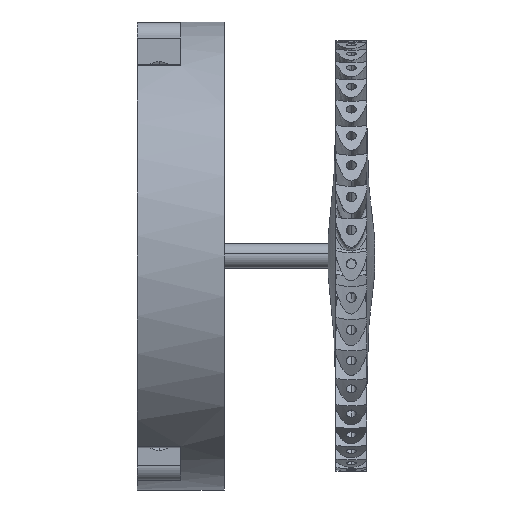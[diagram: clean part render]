
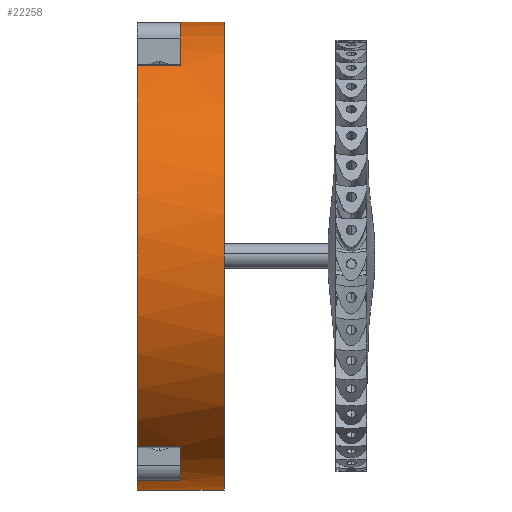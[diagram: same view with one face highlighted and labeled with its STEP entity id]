
A CAD part, left-side view. The second image highlights one B-rep face of the part: STEP entity #22258.
In plain terms, the highlighted cylindrical face has radius 95.885 mm (diameter 191.77 mm), a partial arc.
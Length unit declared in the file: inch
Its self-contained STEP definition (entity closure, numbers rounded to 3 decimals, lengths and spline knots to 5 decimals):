
#189 = CARTESIAN_POINT ( 'NONE',  ( -1.07092, 0., -3.61991 ) ) ;
#720 = AXIS2_PLACEMENT_3D ( 'NONE', #1104, #5796, #18139 ) ;
#896 = ORIENTED_EDGE ( 'NONE', *, *, #19222, .F. ) ;
#972 = CARTESIAN_POINT ( 'NONE',  ( 0., -0.25, -3.775 ) ) ;
#1104 = CARTESIAN_POINT ( 'NONE',  ( 0., 0.7, 0. ) ) ;
#1162 = CARTESIAN_POINT ( 'NONE',  ( 0., 0.7, 0. ) ) ;
#1792 = FACE_OUTER_BOUND ( 'NONE', #2584, .T. ) ;
#2573 = CARTESIAN_POINT ( 'NONE',  ( -2.19777, 0.7, -3.06927 ) ) ;
#2584 = EDGE_LOOP ( 'NONE', ( #28848, #4426, #23667, #30268, #27249, #12468, #24811, #25730, #21686, #14942, #14158, #896 ) ) ;
#2973 = EDGE_CURVE ( 'NONE', #6428, #17716, #21037, .T. ) ;
#3072 = CARTESIAN_POINT ( 'NONE',  ( 0., -0.7, 3.775 ) ) ;
#3119 = CARTESIAN_POINT ( 'NONE',  ( 0., -0.7, -3.775 ) ) ;
#3151 = DIRECTION ( 'NONE',  ( 0., 0., 1. ) ) ;
#3411 = VERTEX_POINT ( 'NONE', #13969 ) ;
#3421 = EDGE_CURVE ( 'NONE', #28387, #30258, #25531, .T. ) ;
#3930 = CARTESIAN_POINT ( 'NONE',  ( 0., 0., 0. ) ) ;
#4027 = EDGE_CURVE ( 'NONE', #25562, #22445, #15717, .T. ) ;
#4243 = LINE ( 'NONE', #16594, #12823 ) ;
#4426 = ORIENTED_EDGE ( 'NONE', *, *, #4027, .T. ) ;
#4566 = VERTEX_POINT ( 'NONE', #29161 ) ;
#5139 = VERTEX_POINT ( 'NONE', #16077 ) ;
#5179 = AXIS2_PLACEMENT_3D ( 'NONE', #30284, #25406, #3151 ) ;
#5796 = DIRECTION ( 'NONE',  ( 0., 1., 0. ) ) ;
#6428 = VERTEX_POINT ( 'NONE', #2573 ) ;
#6502 = CARTESIAN_POINT ( 'NONE',  ( 0., -0.25, 0. ) ) ;
#7753 = EDGE_CURVE ( 'NONE', #25562, #28143, #23227, .T. ) ;
#8410 = AXIS2_PLACEMENT_3D ( 'NONE', #3930, #23912, #16112 ) ;
#8495 = VECTOR ( 'NONE', #19857, 39.37008 ) ;
#9160 = CARTESIAN_POINT ( 'NONE',  ( -2.19777, -0.25, -3.06927 ) ) ;
#9322 = DIRECTION ( 'NONE',  ( 0., -1., 0. ) ) ;
#10027 = EDGE_CURVE ( 'NONE', #28387, #5139, #4243, .T. ) ;
#10172 = EDGE_CURVE ( 'NONE', #28213, #17716, #13353, .T. ) ;
#10838 = CARTESIAN_POINT ( 'NONE',  ( -0.26773, 0.7, 3.76549 ) ) ;
#11308 = CARTESIAN_POINT ( 'NONE',  ( 0., 0., 0. ) ) ;
#11651 = EDGE_CURVE ( 'NONE', #6428, #5139, #30283, .T. ) ;
#11963 = EDGE_CURVE ( 'NONE', #17483, #30258, #25088, .T. ) ;
#12181 = CARTESIAN_POINT ( 'NONE',  ( 0., 0.7, -3.775 ) ) ;
#12468 = ORIENTED_EDGE ( 'NONE', *, *, #3421, .F. ) ;
#12475 = CARTESIAN_POINT ( 'NONE',  ( 0., -0.25, 3.775 ) ) ;
#12823 = VECTOR ( 'NONE', #26506, 39.37008 ) ;
#12992 = CARTESIAN_POINT ( 'NONE',  ( 0., -0.7, 0. ) ) ;
#13119 = DIRECTION ( 'NONE',  ( 0., 1., 0. ) ) ;
#13353 = CIRCLE ( 'NONE', #16486, 3.775 ) ;
#13780 = DIRECTION ( 'NONE',  ( 0., 1., 0. ) ) ;
#13969 = CARTESIAN_POINT ( 'NONE',  ( -1.07092, 0.7, -3.61991 ) ) ;
#14158 = ORIENTED_EDGE ( 'NONE', *, *, #21065, .T. ) ;
#14926 = LINE ( 'NONE', #12475, #22823 ) ;
#14942 = ORIENTED_EDGE ( 'NONE', *, *, #10172, .F. ) ;
#15112 = CARTESIAN_POINT ( 'NONE',  ( -1.07092, -0.25, -3.61991 ) ) ;
#15717 = CIRCLE ( 'NONE', #31297, 3.775 ) ;
#15768 = DIRECTION ( 'NONE',  ( 0., 1., 0. ) ) ;
#16077 = CARTESIAN_POINT ( 'NONE',  ( -2.19777, 0.7, 3.06927 ) ) ;
#16112 = DIRECTION ( 'NONE',  ( 0., 0., 1. ) ) ;
#16486 = AXIS2_PLACEMENT_3D ( 'NONE', #11308, #23686, #21234 ) ;
#16571 = DIRECTION ( 'NONE',  ( 0., 0., 1. ) ) ;
#16594 = CARTESIAN_POINT ( 'NONE',  ( -2.19777, -0.25, 3.06927 ) ) ;
#16708 = VECTOR ( 'NONE', #9322, 39.37008 ) ;
#17112 = CARTESIAN_POINT ( 'NONE',  ( -0.26773, -0.25, 3.76549 ) ) ;
#17115 = AXIS2_PLACEMENT_3D ( 'NONE', #1162, #15768, #25695 ) ;
#17483 = VERTEX_POINT ( 'NONE', #10838 ) ;
#17716 = VERTEX_POINT ( 'NONE', #30485 ) ;
#17717 = DIRECTION ( 'NONE',  ( 0., 1., 0. ) ) ;
#18139 = DIRECTION ( 'NONE',  ( 0., 0., 1. ) ) ;
#18561 = AXIS2_PLACEMENT_3D ( 'NONE', #6502, #31210, #16571 ) ;
#18679 = CIRCLE ( 'NONE', #5179, 3.775 ) ;
#19222 = EDGE_CURVE ( 'NONE', #28143, #3411, #18679, .T. ) ;
#19606 = EDGE_CURVE ( 'NONE', #17483, #4566, #23363, .T. ) ;
#19857 = DIRECTION ( 'NONE',  ( 0., -1., 0. ) ) ;
#19926 = CARTESIAN_POINT ( 'NONE',  ( -0.26773, 0., 3.76549 ) ) ;
#21037 = LINE ( 'NONE', #9160, #16708 ) ;
#21065 = EDGE_CURVE ( 'NONE', #28213, #3411, #27308, .T. ) ;
#21234 = DIRECTION ( 'NONE',  ( 0., 0., 1. ) ) ;
#21686 = ORIENTED_EDGE ( 'NONE', *, *, #2973, .T. ) ;
#22258 = ADVANCED_FACE ( 'NONE', ( #1792 ), #31050, .T. ) ;
#22371 = CARTESIAN_POINT ( 'NONE',  ( -2.19777, 0., 3.06927 ) ) ;
#22445 = VERTEX_POINT ( 'NONE', #3072 ) ;
#22823 = VECTOR ( 'NONE', #13119, 39.37008 ) ;
#22918 = DIRECTION ( 'NONE',  ( 0., 0., 1. ) ) ;
#23227 = LINE ( 'NONE', #972, #26420 ) ;
#23363 = CIRCLE ( 'NONE', #17115, 3.775 ) ;
#23667 = ORIENTED_EDGE ( 'NONE', *, *, #26461, .T. ) ;
#23686 = DIRECTION ( 'NONE',  ( 0., 1., 0. ) ) ;
#23912 = DIRECTION ( 'NONE',  ( 0., 1., 0. ) ) ;
#24811 = ORIENTED_EDGE ( 'NONE', *, *, #10027, .T. ) ;
#25088 = LINE ( 'NONE', #17112, #8495 ) ;
#25406 = DIRECTION ( 'NONE',  ( 0., 1., 0. ) ) ;
#25531 = CIRCLE ( 'NONE', #8410, 3.775 ) ;
#25562 = VERTEX_POINT ( 'NONE', #3119 ) ;
#25695 = DIRECTION ( 'NONE',  ( 0., 0., 1. ) ) ;
#25730 = ORIENTED_EDGE ( 'NONE', *, *, #11651, .F. ) ;
#26420 = VECTOR ( 'NONE', #13780, 39.37008 ) ;
#26461 = EDGE_CURVE ( 'NONE', #22445, #4566, #14926, .T. ) ;
#26506 = DIRECTION ( 'NONE',  ( 0., 1., 0. ) ) ;
#27249 = ORIENTED_EDGE ( 'NONE', *, *, #11963, .T. ) ;
#27308 = LINE ( 'NONE', #15112, #30502 ) ;
#28110 = DIRECTION ( 'NONE',  ( 0., 1., 0. ) ) ;
#28143 = VERTEX_POINT ( 'NONE', #12181 ) ;
#28213 = VERTEX_POINT ( 'NONE', #189 ) ;
#28387 = VERTEX_POINT ( 'NONE', #22371 ) ;
#28848 = ORIENTED_EDGE ( 'NONE', *, *, #7753, .F. ) ;
#29161 = CARTESIAN_POINT ( 'NONE',  ( 0., 0.7, 3.775 ) ) ;
#30258 = VERTEX_POINT ( 'NONE', #19926 ) ;
#30268 = ORIENTED_EDGE ( 'NONE', *, *, #19606, .F. ) ;
#30283 = CIRCLE ( 'NONE', #720, 3.775 ) ;
#30284 = CARTESIAN_POINT ( 'NONE',  ( 0., 0.7, 0. ) ) ;
#30485 = CARTESIAN_POINT ( 'NONE',  ( -2.19777, 0., -3.06927 ) ) ;
#30502 = VECTOR ( 'NONE', #17717, 39.37008 ) ;
#31050 = CYLINDRICAL_SURFACE ( 'NONE', #18561, 3.775 ) ;
#31210 = DIRECTION ( 'NONE',  ( 0., 1., 0. ) ) ;
#31297 = AXIS2_PLACEMENT_3D ( 'NONE', #12992, #28110, #22918 ) ;
